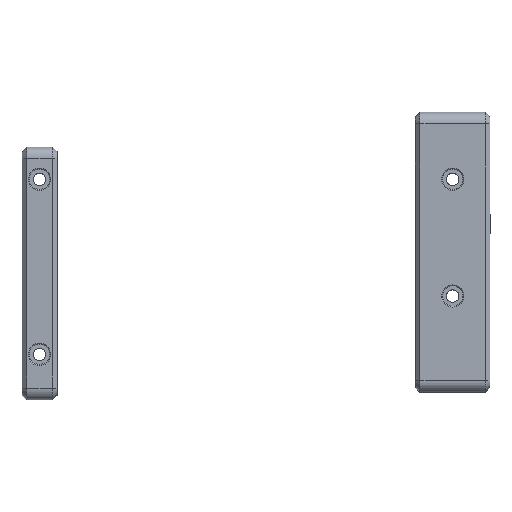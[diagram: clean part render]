
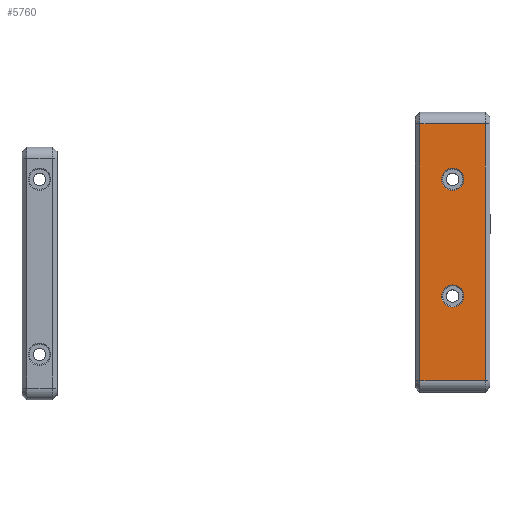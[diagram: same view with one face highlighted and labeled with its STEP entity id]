
A CAD part, top view. The second image highlights one B-rep face of the part: STEP entity #5760.
In plain terms, the highlighted planar face has unit normal (0, 0, 1).
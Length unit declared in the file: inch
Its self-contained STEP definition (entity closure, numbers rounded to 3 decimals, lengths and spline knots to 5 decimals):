
#121=FACE_BOUND('',#995,.T.);
#122=FACE_BOUND('',#996,.T.);
#302=PLANE('',#6333);
#665=FACE_OUTER_BOUND('',#994,.T.);
#994=EDGE_LOOP('',(#5085,#5086,#5087,#5088));
#995=EDGE_LOOP('',(#5089));
#996=EDGE_LOOP('',(#5090));
#1474=LINE('',#10733,#1972);
#1475=LINE('',#10735,#1973);
#1476=LINE('',#10737,#1974);
#1477=LINE('',#10738,#1975);
#1972=VECTOR('',#7790,0.3937);
#1973=VECTOR('',#7791,0.3937);
#1974=VECTOR('',#7792,0.3937);
#1975=VECTOR('',#7793,0.3937);
#2257=CIRCLE('',#6330,0.23875);
#2260=CIRCLE('',#6334,0.23875);
#2755=VERTEX_POINT('',#10723);
#2758=VERTEX_POINT('',#10731);
#2759=VERTEX_POINT('',#10732);
#2760=VERTEX_POINT('',#10734);
#2761=VERTEX_POINT('',#10736);
#2762=VERTEX_POINT('',#10739);
#3548=EDGE_CURVE('',#2755,#2755,#2257,.T.);
#3552=EDGE_CURVE('',#2758,#2759,#1474,.T.);
#3553=EDGE_CURVE('',#2760,#2758,#1475,.T.);
#3554=EDGE_CURVE('',#2761,#2760,#1476,.T.);
#3555=EDGE_CURVE('',#2761,#2759,#1477,.T.);
#3556=EDGE_CURVE('',#2762,#2762,#2260,.T.);
#5085=ORIENTED_EDGE('',*,*,#3552,.F.);
#5086=ORIENTED_EDGE('',*,*,#3553,.F.);
#5087=ORIENTED_EDGE('',*,*,#3554,.F.);
#5088=ORIENTED_EDGE('',*,*,#3555,.T.);
#5089=ORIENTED_EDGE('',*,*,#3556,.F.);
#5090=ORIENTED_EDGE('',*,*,#3548,.F.);
#5760=ADVANCED_FACE('',(#665,#121,#122),#302,.T.);
#6330=AXIS2_PLACEMENT_3D('',#10724,#7781,#7782);
#6333=AXIS2_PLACEMENT_3D('',#10730,#7788,#7789);
#6334=AXIS2_PLACEMENT_3D('',#10740,#7794,#7795);
#7781=DIRECTION('center_axis',(0.,0.,1.));
#7782=DIRECTION('ref_axis',(-1.,0.,0.));
#7788=DIRECTION('center_axis',(0.,0.,1.));
#7789=DIRECTION('ref_axis',(0.,1.,0.));
#7790=DIRECTION('',(0.,1.,0.));
#7791=DIRECTION('',(-1.,0.,0.));
#7792=DIRECTION('',(0.,-1.,0.));
#7793=DIRECTION('',(-1.,0.,0.));
#7794=DIRECTION('center_axis',(0.,0.,1.));
#7795=DIRECTION('ref_axis',(-1.,0.,0.));
#10723=CARTESIAN_POINT('',(-2.90625,-21.3125,23.25556));
#10724=CARTESIAN_POINT('Origin',(-3.145,-21.3125,23.25556));
#10730=CARTESIAN_POINT('Origin',(-3.145,-23.125,23.25556));
#10731=CARTESIAN_POINT('',(-3.845,-23.125,23.25556));
#10732=CARTESIAN_POINT('',(-3.845,-17.625,23.25556));
#10733=CARTESIAN_POINT('',(-3.845,-21.75,23.25556));
#10734=CARTESIAN_POINT('',(-2.445,-23.125,23.25556));
#10735=CARTESIAN_POINT('',(-3.145,-23.125,23.25556));
#10736=CARTESIAN_POINT('',(-2.445,-17.625,23.25556));
#10737=CARTESIAN_POINT('',(-2.445,-21.75,23.25556));
#10738=CARTESIAN_POINT('',(-3.145,-17.625,23.25556));
#10739=CARTESIAN_POINT('',(-2.90625,-18.8125,23.25556));
#10740=CARTESIAN_POINT('Origin',(-3.145,-18.8125,23.25556));
